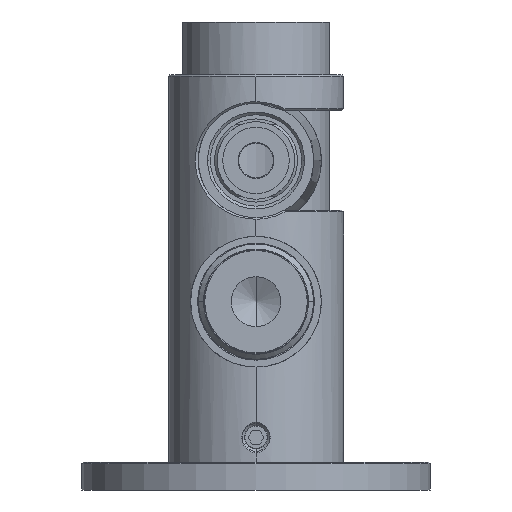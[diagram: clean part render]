
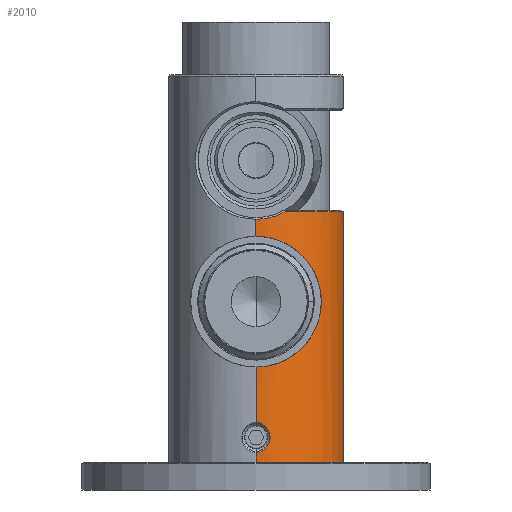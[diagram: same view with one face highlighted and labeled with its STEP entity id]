
A CAD part, front view. The second image highlights one B-rep face of the part: STEP entity #2010.
In plain terms, the highlighted cylindrical face has radius 15.85 mm (diameter 31.7 mm), a partial arc.
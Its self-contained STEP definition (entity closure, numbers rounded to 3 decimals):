
#715=CARTESIAN_POINT('',(7.25,-15.85,0.));
#716=CARTESIAN_POINT('',(7.25,-15.85,-0.188));
#717=CARTESIAN_POINT('',(7.206,-15.843,
-0.551));
#718=CARTESIAN_POINT('',(7.018,-15.817,-1.069));
#719=CARTESIAN_POINT('',(6.72,-15.778,-1.531));
#720=CARTESIAN_POINT('',(6.33,-15.734,-1.922));
#721=CARTESIAN_POINT('',(5.858,-15.693,-2.232));
#722=CARTESIAN_POINT('',(5.338,-15.661,-2.442));
#723=CARTESIAN_POINT('',(4.785,-15.644,-2.548));
#724=CARTESIAN_POINT('',(4.228,-15.644,-2.549));
#725=CARTESIAN_POINT('',(3.674,-15.66,-2.445));
#726=CARTESIAN_POINT('',(3.154,-15.692,-2.238));
#727=CARTESIAN_POINT('',(2.682,-15.733,-1.931));
#728=CARTESIAN_POINT('',(2.291,-15.777,-1.543));
#729=CARTESIAN_POINT('',(1.99,-15.816,-1.083));
#730=CARTESIAN_POINT('',(1.796,-15.843,
-0.563));
#731=CARTESIAN_POINT('',(1.75,-15.85,-0.192));
#732=CARTESIAN_POINT('',(1.75,-15.85,0.));
#737=DIRECTION('',(-1.,0.,0.));
#738=VECTOR('',#737,9.95);
#739=CARTESIAN_POINT('',(17.2,-15.85,0.));
#740=LINE('',#739,#738);
#744=CARTESIAN_POINT('',(40.8,-15.85,0.));
#745=CARTESIAN_POINT('',(40.8,-15.85,-0.577));
#746=CARTESIAN_POINT('',(40.718,-15.789,-1.727));
#747=CARTESIAN_POINT('',(40.321,-15.496,-3.479));
#748=CARTESIAN_POINT('',(39.703,-15.048,-5.058));
#749=CARTESIAN_POINT('',(38.934,-14.51,-6.424));
#750=CARTESIAN_POINT('',(38.141,-13.979,-7.496));
#751=CARTESIAN_POINT('',(37.36,-13.482,-8.352));
#752=CARTESIAN_POINT('',(36.566,-13.003,-9.076));
#753=CARTESIAN_POINT('',(35.706,-12.521,-9.73));
#754=CARTESIAN_POINT('',(34.768,-12.042,-10.314));
#755=CARTESIAN_POINT('',(33.783,-11.601,-10.806));
#756=CARTESIAN_POINT('',(32.735,-11.206,-11.213));
#757=CARTESIAN_POINT('',(31.588,-10.873,-11.535));
#758=CARTESIAN_POINT('',(30.352,-10.644,-11.745));
#759=CARTESIAN_POINT('',(29.08,-10.557,-11.823));
#760=CARTESIAN_POINT('',(27.803,-10.625,-11.762));
#761=CARTESIAN_POINT('',(26.549,-10.841,-11.565));
#762=CARTESIAN_POINT('',(25.379,-11.168,-11.251));
#763=CARTESIAN_POINT('',(24.309,-11.562,-10.847));
#764=CARTESIAN_POINT('',(23.305,-12.007,-10.355));
#765=CARTESIAN_POINT('',(22.35,-12.49,-9.769));
#766=CARTESIAN_POINT('',(21.473,-12.98,-9.109));
#767=CARTESIAN_POINT('',(20.667,-13.464,-8.38));
#768=CARTESIAN_POINT('',(19.878,-13.967,-7.519));
#769=CARTESIAN_POINT('',(19.076,-14.504,-6.439));
#770=CARTESIAN_POINT('',(18.3,-15.046,-5.065));
#771=CARTESIAN_POINT('',(17.679,-15.495,-3.481));
#772=CARTESIAN_POINT('',(17.282,-15.789,-1.725));
#773=CARTESIAN_POINT('',(17.2,-15.85,-0.576));
#774=CARTESIAN_POINT('',(17.2,-15.85,0.));
#779=DIRECTION('',(-1.,0.,0.));
#780=VECTOR('',#779,3.096);
#781=CARTESIAN_POINT('',(43.896,-15.85,0.));
#782=LINE('',#781,#780);
#786=CARTESIAN_POINT('',(45.2,-14.953,-5.257));
#787=CARTESIAN_POINT('',(45.131,-14.998,-5.127));
#788=CARTESIAN_POINT('',(44.797,-15.222,-4.466));
#789=CARTESIAN_POINT('',(44.33,-15.543,-3.25));
#790=CARTESIAN_POINT('',(43.972,-15.796,-1.61));
#791=CARTESIAN_POINT('',(43.896,-15.85,
-0.541));
#792=CARTESIAN_POINT('',(43.896,-15.85,0.));
#797=CARTESIAN_POINT('',(42.81,15.85,0.));
#798=CARTESIAN_POINT('',(42.81,15.85,-0.576));
#799=CARTESIAN_POINT('',(42.892,15.789,-1.715));
#800=CARTESIAN_POINT('',(43.277,15.503,-3.453));
#801=CARTESIAN_POINT('',(43.946,15.018,-5.174));
#802=CARTESIAN_POINT('',(44.664,14.518,-6.395));
#803=CARTESIAN_POINT('',(45.131,14.206,-7.03));
#804=CARTESIAN_POINT('',(45.2,14.16,-7.121));
#809=DIRECTION('',(-1.,0.,0.));
#810=VECTOR('',#809,42.81);
#811=CARTESIAN_POINT('',(42.81,15.85,0.));
#812=LINE('',#811,#810);
#816=DIRECTION('',(-1.,0.,0.));
#817=VECTOR('',#816,1.75);
#818=CARTESIAN_POINT('',(1.75,-15.85,0.));
#819=LINE('',#818,#817);
#855=CARTESIAN_POINT('',(1.75,-15.85,0.));
#872=CARTESIAN_POINT('',(7.25,-15.85,0.));
#899=CARTESIAN_POINT('',(42.81,15.85,0.));
#912=CARTESIAN_POINT('',(43.896,-15.85,0.));
#939=CARTESIAN_POINT('',(17.2,-15.85,0.));
#969=CARTESIAN_POINT('',(40.8,-15.85,0.));
#1485=CARTESIAN_POINT('',(0.,0.,0.));
#1486=DIRECTION('',(-1.,0.,0.));
#1487=DIRECTION('',(0.,1.,0.));
#1488=AXIS2_PLACEMENT_3D('',#1485,#1486,#1487);
#1666=CARTESIAN_POINT('',(45.2,14.16,-7.121));
#1678=CARTESIAN_POINT('',(45.2,0.,
0.));
#1679=DIRECTION('',(-1.,0.,0.));
#1680=DIRECTION('',(0.,0.893,-0.449));
#1681=AXIS2_PLACEMENT_3D('',#1678,#1679,#1680);
#1694=CARTESIAN_POINT('',(45.2,-14.953,
-5.257));
#1821=CARTESIAN_POINT('',(0.,15.85,0.));
#1822=CARTESIAN_POINT('',(0.,-15.85,0.));
#1823=VERTEX_POINT('',#1821);
#1824=VERTEX_POINT('',#1822);
#1855=VERTEX_POINT('',#939);
#1856=VERTEX_POINT('',#969);
#1893=VERTEX_POINT('',#899);
#1897=VERTEX_POINT('',#912);
#1906=VERTEX_POINT('',#1694);
#1909=VERTEX_POINT('',#1666);
#1920=VERTEX_POINT('',#855);
#1921=VERTEX_POINT('',#872);
#1983=CARTESIAN_POINT('',(-3.5,0.,0.));
#1984=DIRECTION('',(1.,0.,0.));
#1985=DIRECTION('',(0.,-1.,0.));
#1986=AXIS2_PLACEMENT_3D('',#1983,#1984,#1985);
#1987=CYLINDRICAL_SURFACE('',#1986,15.85);
#1989=ORIENTED_EDGE('',*,*,#1988,.F.);
#1991=ORIENTED_EDGE('',*,*,#1990,.F.);
#1993=ORIENTED_EDGE('',*,*,#1992,.F.);
#1995=ORIENTED_EDGE('',*,*,#1994,.F.);
#1997=ORIENTED_EDGE('',*,*,#1996,.F.);
#1999=ORIENTED_EDGE('',*,*,#1998,.F.);
#2001=ORIENTED_EDGE('',*,*,#2000,.F.);
#2003=ORIENTED_EDGE('',*,*,#2002,.T.);
#2005=ORIENTED_EDGE('',*,*,#2004,.T.);
#2007=ORIENTED_EDGE('',*,*,#2006,.F.);
#2008=EDGE_LOOP('',(#1989,#1991,#1993,#1995,#1997,#1999,#2001,#2003,#2005,
#2007));
#2009=FACE_OUTER_BOUND('',#2008,.F.);
#2010=ADVANCED_FACE('',(#2009),#1987,.T.);
#733=B_SPLINE_CURVE_WITH_KNOTS('',3,(#715,#716,#717,#718,#719,#720,#721,#722,
#723,#724,#725,#726,#727,#728,#729,#730,#731,#732),.UNSPECIFIED.,.F.,.F.,(4,1,1,
1,1,1,1,1,1,1,1,1,1,1,1,4),(0.,0.067,0.133,0.2,
0.267,0.333,0.4,0.467,0.533,
0.6,0.667,0.733,0.8,0.867,
0.933,1.),.UNSPECIFIED.);
#775=B_SPLINE_CURVE_WITH_KNOTS('',3,(#744,#745,#746,#747,#748,#749,#750,#751,
#752,#753,#754,#755,#756,#757,#758,#759,#760,#761,#762,#763,#764,#765,#766,#767,
#768,#769,#770,#771,#772,#773,#774),.UNSPECIFIED.,.F.,.F.,(4,1,1,1,1,1,1,1,1,1,
1,1,1,1,1,1,1,1,1,1,1,1,1,1,1,1,1,1,4),(0.,0.036,
0.071,0.107,0.143,0.179,
0.214,0.25,0.286,0.321,0.357,
0.393,0.429,0.464,0.5,0.536,
0.571,0.607,0.643,0.679,
0.714,0.75,0.786,0.821,0.857,
0.893,0.929,0.964,1.),.UNSPECIFIED.);
#793=B_SPLINE_CURVE_WITH_KNOTS('',3,(#786,#787,#788,#789,#790,#791,#792),
.UNSPECIFIED.,.F.,.F.,(4,1,1,1,4),(0.,0.076,0.384,
0.692,1.),.UNSPECIFIED.);
#805=B_SPLINE_CURVE_WITH_KNOTS('',3,(#797,#798,#799,#800,#801,#802,#803,#804),
.UNSPECIFIED.,.F.,.F.,(4,1,1,1,1,4),(0.,0.24,0.48,
0.719,0.959,1.),.UNSPECIFIED.);
#1489=CIRCLE('',#1488,15.85);
#1682=CIRCLE('',#1681,15.85);
#1988=EDGE_CURVE('',#1921,#1920,#733,.T.);
#1990=EDGE_CURVE('',#1855,#1921,#740,.T.);
#1992=EDGE_CURVE('',#1856,#1855,#775,.T.);
#1994=EDGE_CURVE('',#1897,#1856,#782,.T.);
#1996=EDGE_CURVE('',#1906,#1897,#793,.T.);
#1998=EDGE_CURVE('',#1909,#1906,#1682,.T.);
#2000=EDGE_CURVE('',#1893,#1909,#805,.T.);
#2002=EDGE_CURVE('',#1893,#1823,#812,.T.);
#2004=EDGE_CURVE('',#1823,#1824,#1489,.T.);
#2006=EDGE_CURVE('',#1920,#1824,#819,.T.);
